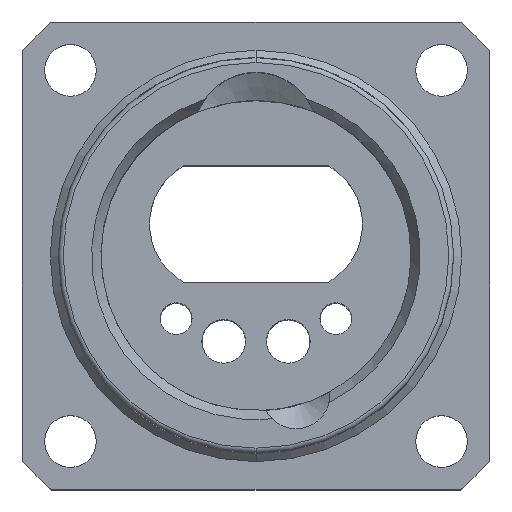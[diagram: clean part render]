
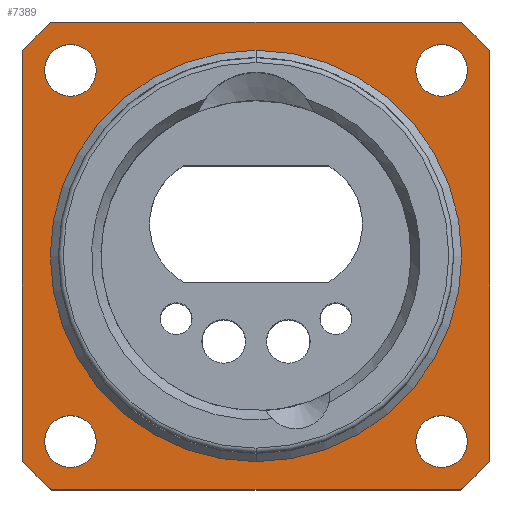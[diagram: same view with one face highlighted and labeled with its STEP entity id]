
A CAD part, top view. The second image highlights one B-rep face of the part: STEP entity #7389.
In plain terms, the highlighted planar face has unit normal (0, 0, 1).
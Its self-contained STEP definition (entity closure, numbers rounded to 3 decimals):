
#2262=DIRECTION('',(1.,0.,0.));
#2263=VECTOR('',#2262,25.323);
#2264=CARTESIAN_POINT('',(-12.661,14.5,3.));
#2265=LINE('',#2264,#2263);
#2266=CARTESIAN_POINT('',(0.,0.,3.));
#2267=DIRECTION('',(0.,0.,-1.));
#2268=DIRECTION('',(0.658,0.753,0.));
#2269=AXIS2_PLACEMENT_3D('',#2266,#2267,#2268);
#2271=DIRECTION('',(0.,-1.,0.));
#2272=VECTOR('',#2271,25.323);
#2273=CARTESIAN_POINT('',(14.5,12.661,3.));
#2274=LINE('',#2273,#2272);
#2275=CARTESIAN_POINT('',(0.,0.,3.));
#2276=DIRECTION('',(0.,0.,-1.));
#2277=DIRECTION('',(0.753,-0.658,0.));
#2278=AXIS2_PLACEMENT_3D('',#2275,#2276,#2277);
#2280=DIRECTION('',(-1.,0.,0.));
#2281=VECTOR('',#2280,25.323);
#2282=CARTESIAN_POINT('',(12.661,-14.5,3.));
#2283=LINE('',#2282,#2281);
#2284=CARTESIAN_POINT('',(0.,0.,3.));
#2285=DIRECTION('',(0.,0.,1.));
#2286=DIRECTION('',(-0.753,-0.658,0.));
#2287=AXIS2_PLACEMENT_3D('',#2284,#2285,#2286);
#2289=DIRECTION('',(0.,1.,0.));
#2290=VECTOR('',#2289,25.323);
#2291=CARTESIAN_POINT('',(-14.5,-12.661,3.));
#2292=LINE('',#2291,#2290);
#2293=CARTESIAN_POINT('',(0.,0.,3.));
#2294=DIRECTION('',(0.,0.,1.));
#2295=DIRECTION('',(-0.658,0.753,0.));
#2296=AXIS2_PLACEMENT_3D('',#2293,#2294,#2295);
#2298=CARTESIAN_POINT('',(-11.5,11.5,3.));
#2299=DIRECTION('',(0.,0.,1.));
#2300=DIRECTION('',(1.,0.,0.));
#2301=AXIS2_PLACEMENT_3D('',#2298,#2299,#2300);
#2303=CARTESIAN_POINT('',(-11.5,11.5,3.));
#2304=DIRECTION('',(0.,0.,1.));
#2305=DIRECTION('',(-1.,0.,0.));
#2306=AXIS2_PLACEMENT_3D('',#2303,#2304,#2305);
#2308=CARTESIAN_POINT('',(11.5,11.5,3.));
#2309=DIRECTION('',(0.,0.,1.));
#2310=DIRECTION('',(1.,0.,0.));
#2311=AXIS2_PLACEMENT_3D('',#2308,#2309,#2310);
#2313=CARTESIAN_POINT('',(11.5,11.5,3.));
#2314=DIRECTION('',(0.,0.,1.));
#2315=DIRECTION('',(-1.,0.,0.));
#2316=AXIS2_PLACEMENT_3D('',#2313,#2314,#2315);
#2318=CARTESIAN_POINT('',(-11.5,-11.5,3.));
#2319=DIRECTION('',(0.,0.,1.));
#2320=DIRECTION('',(1.,0.,0.));
#2321=AXIS2_PLACEMENT_3D('',#2318,#2319,#2320);
#2323=CARTESIAN_POINT('',(-11.5,-11.5,3.));
#2324=DIRECTION('',(0.,0.,1.));
#2325=DIRECTION('',(-1.,0.,0.));
#2326=AXIS2_PLACEMENT_3D('',#2323,#2324,#2325);
#2328=CARTESIAN_POINT('',(11.5,-11.5,3.));
#2329=DIRECTION('',(0.,0.,1.));
#2330=DIRECTION('',(1.,0.,0.));
#2331=AXIS2_PLACEMENT_3D('',#2328,#2329,#2330);
#2333=CARTESIAN_POINT('',(11.5,-11.5,3.));
#2334=DIRECTION('',(0.,0.,1.));
#2335=DIRECTION('',(-1.,0.,0.));
#2336=AXIS2_PLACEMENT_3D('',#2333,#2334,#2335);
#2338=CARTESIAN_POINT('',(0.,0.,3.));
#2339=DIRECTION('',(0.,0.,-1.));
#2340=DIRECTION('',(0.,1.,0.));
#2341=AXIS2_PLACEMENT_3D('',#2338,#2339,#2340);
#2351=CARTESIAN_POINT('',(0.,0.,3.));
#2352=DIRECTION('',(0.,0.,1.));
#2353=DIRECTION('',(0.,1.,0.));
#2354=AXIS2_PLACEMENT_3D('',#2351,#2352,#2353);
#4338=CARTESIAN_POINT('',(0.,12.75,3.));
#4340=VERTEX_POINT('',#4338);
#4342=CARTESIAN_POINT('',(0.,-12.75,3.));
#4344=VERTEX_POINT('',#4342);
#4362=CARTESIAN_POINT('',(12.661,14.5,3.));
#4363=VERTEX_POINT('',#4362);
#4364=CARTESIAN_POINT('',(14.5,12.661,3.));
#4365=VERTEX_POINT('',#4364);
#4366=CARTESIAN_POINT('',(14.5,-12.661,3.));
#4367=VERTEX_POINT('',#4366);
#4368=CARTESIAN_POINT('',(12.661,-14.5,3.));
#4369=VERTEX_POINT('',#4368);
#4370=CARTESIAN_POINT('',(-12.661,14.5,3.));
#4371=VERTEX_POINT('',#4370);
#4372=CARTESIAN_POINT('',(-12.661,-14.5,3.));
#4373=VERTEX_POINT('',#4372);
#4374=CARTESIAN_POINT('',(-14.5,-12.661,3.));
#4375=CARTESIAN_POINT('',(-14.5,12.661,3.));
#4376=VERTEX_POINT('',#4374);
#4377=VERTEX_POINT('',#4375);
#4378=CARTESIAN_POINT('',(-9.9,11.5,3.));
#4379=CARTESIAN_POINT('',(-13.1,11.5,3.));
#4380=VERTEX_POINT('',#4378);
#4381=VERTEX_POINT('',#4379);
#4382=CARTESIAN_POINT('',(13.1,11.5,3.));
#4383=CARTESIAN_POINT('',(9.9,11.5,3.));
#4384=VERTEX_POINT('',#4382);
#4385=VERTEX_POINT('',#4383);
#4386=CARTESIAN_POINT('',(-9.9,-11.5,3.));
#4387=CARTESIAN_POINT('',(-13.1,-11.5,3.));
#4388=VERTEX_POINT('',#4386);
#4389=VERTEX_POINT('',#4387);
#4390=CARTESIAN_POINT('',(13.1,-11.5,3.));
#4391=CARTESIAN_POINT('',(9.9,-11.5,3.));
#4392=VERTEX_POINT('',#4390);
#4393=VERTEX_POINT('',#4391);
#7340=CARTESIAN_POINT('',(0.,0.,3.));
#7341=DIRECTION('',(0.,0.,-1.));
#7342=DIRECTION('',(0.,-1.,0.));
#7343=AXIS2_PLACEMENT_3D('',#7340,#7341,#7342);
#7344=PLANE('',#7343);
#7345=ORIENTED_EDGE('',*,*,#7291,.T.);
#7346=ORIENTED_EDGE('',*,*,#7307,.T.);
#7347=ORIENTED_EDGE('',*,*,#7334,.T.);
#7348=ORIENTED_EDGE('',*,*,#7322,.T.);
#7350=ORIENTED_EDGE('',*,*,#7349,.T.);
#7352=ORIENTED_EDGE('',*,*,#7351,.F.);
#7354=ORIENTED_EDGE('',*,*,#7353,.T.);
#7356=ORIENTED_EDGE('',*,*,#7355,.F.);
#7357=EDGE_LOOP('',(#7345,#7346,#7347,#7348,#7350,#7352,#7354,#7356));
#7358=FACE_OUTER_BOUND('',#7357,.F.);
#7360=ORIENTED_EDGE('',*,*,#7359,.F.);
#7362=ORIENTED_EDGE('',*,*,#7361,.T.);
#7363=EDGE_LOOP('',(#7360,#7362));
#7364=FACE_BOUND('',#7363,.F.);
#7366=ORIENTED_EDGE('',*,*,#7365,.T.);
#7368=ORIENTED_EDGE('',*,*,#7367,.T.);
#7369=EDGE_LOOP('',(#7366,#7368));
#7370=FACE_BOUND('',#7369,.F.);
#7372=ORIENTED_EDGE('',*,*,#7371,.T.);
#7374=ORIENTED_EDGE('',*,*,#7373,.T.);
#7375=EDGE_LOOP('',(#7372,#7374));
#7376=FACE_BOUND('',#7375,.F.);
#7378=ORIENTED_EDGE('',*,*,#7377,.T.);
#7380=ORIENTED_EDGE('',*,*,#7379,.T.);
#7381=EDGE_LOOP('',(#7378,#7380));
#7382=FACE_BOUND('',#7381,.F.);
#7384=ORIENTED_EDGE('',*,*,#7383,.T.);
#7386=ORIENTED_EDGE('',*,*,#7385,.T.);
#7387=EDGE_LOOP('',(#7384,#7386));
#7388=FACE_BOUND('',#7387,.F.);
#7389=ADVANCED_FACE('',(#7358,#7364,#7370,#7376,#7382,#7388),#7344,.F.);
#2270=CIRCLE('',#2269,19.25);
#2279=CIRCLE('',#2278,19.25);
#2288=CIRCLE('',#2287,19.25);
#2297=CIRCLE('',#2296,19.25);
#2302=CIRCLE('',#2301,1.6);
#2307=CIRCLE('',#2306,1.6);
#2312=CIRCLE('',#2311,1.6);
#2317=CIRCLE('',#2316,1.6);
#2322=CIRCLE('',#2321,1.6);
#2327=CIRCLE('',#2326,1.6);
#2332=CIRCLE('',#2331,1.6);
#2337=CIRCLE('',#2336,1.6);
#2342=CIRCLE('',#2341,12.75);
#2355=CIRCLE('',#2354,12.75);
#7291=EDGE_CURVE('',#4371,#4363,#2265,.T.);
#7307=EDGE_CURVE('',#4363,#4365,#2270,.T.);
#7322=EDGE_CURVE('',#4367,#4369,#2279,.T.);
#7334=EDGE_CURVE('',#4365,#4367,#2274,.T.);
#7349=EDGE_CURVE('',#4369,#4373,#2283,.T.);
#7351=EDGE_CURVE('',#4376,#4373,#2288,.T.);
#7353=EDGE_CURVE('',#4376,#4377,#2292,.T.);
#7355=EDGE_CURVE('',#4371,#4377,#2297,.T.);
#7359=EDGE_CURVE('',#4340,#4344,#2342,.T.);
#7361=EDGE_CURVE('',#4340,#4344,#2355,.T.);
#7365=EDGE_CURVE('',#4380,#4381,#2302,.T.);
#7367=EDGE_CURVE('',#4381,#4380,#2307,.T.);
#7371=EDGE_CURVE('',#4384,#4385,#2312,.T.);
#7373=EDGE_CURVE('',#4385,#4384,#2317,.T.);
#7377=EDGE_CURVE('',#4388,#4389,#2322,.T.);
#7379=EDGE_CURVE('',#4389,#4388,#2327,.T.);
#7383=EDGE_CURVE('',#4392,#4393,#2332,.T.);
#7385=EDGE_CURVE('',#4393,#4392,#2337,.T.);
